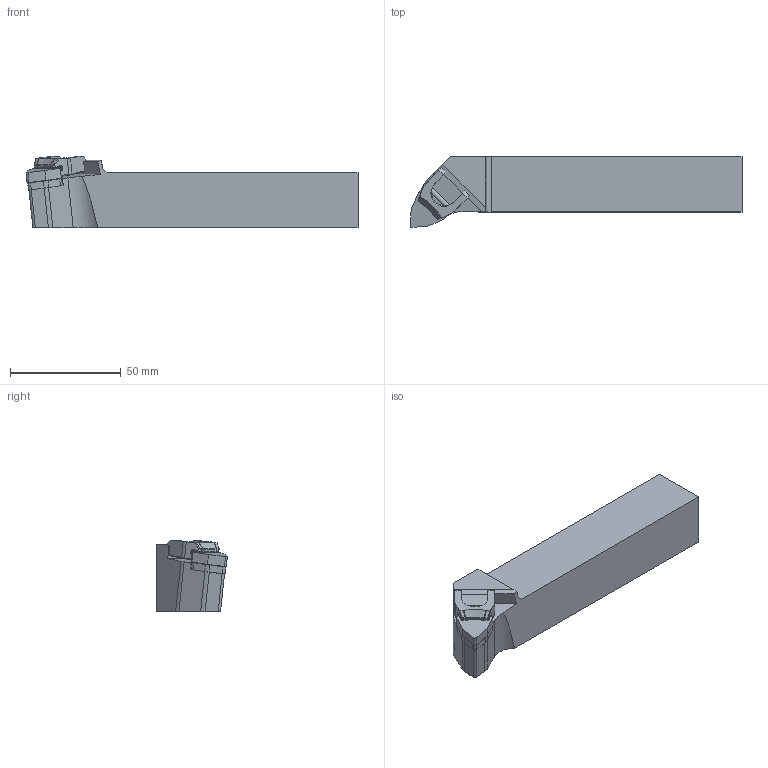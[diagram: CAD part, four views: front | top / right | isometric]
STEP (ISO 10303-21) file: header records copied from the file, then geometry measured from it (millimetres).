
FILE_DESCRIPTION(/* description */ (''),/* implementation_level */ '2;1');
FILE_NAME(/* name */ 'MWLNR-2525-M08.stp',/* time_stamp */ '2023-10-04T09:06:22+03:00',/* author */ (''),/* organization */ (''),/* preprocessor_version */ 'ST-DEVELOPER v19.4',/* originating_system */ 'SIEMENS PLM Software NX2306.3001',/* authorisation */ '');
FILE_SCHEMA (('AUTOMOTIVE_DESIGN { 1 0 10303 214 3 1 1 1 }'));
Length unit declared in the file: millimetre
Products named in the file (1): MWLNR-2525-M08
Bounding box: 150 x 32 x 32.44 mm (x, y, z)
Volume: 92942.6 mm3; surface area: 17600.3 mm2
Topology: 2 solids, 2 shells, 174 faces, 463 edges, 292 vertices
Faces by surface type: plane 72, cylinder 62, bspline 25, torus 7, sphere 4, cone 3, extrusion 1
Entity records: 6183 total; most frequent: CARTESIAN_POINT 1926, ORIENTED_EDGE 914, DIRECTION 818, EDGE_CURVE 457, AXIS2_PLACEMENT_3D 294, VERTEX_POINT 290, VECTOR 230, LINE 229
